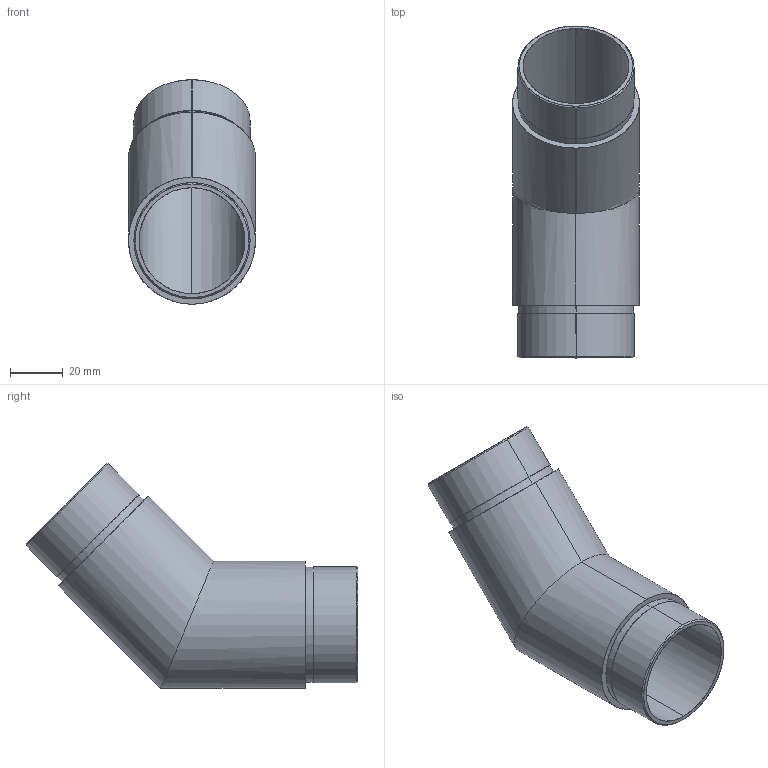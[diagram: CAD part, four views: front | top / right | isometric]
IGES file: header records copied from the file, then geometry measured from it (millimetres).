
Start section: SolidWorks IGES file using analytic representation for surfaces
Global section: file name: 56152-320.igs; native system: SolidWorks 2015; preprocessor: SolidWorks 2015; author: Christian; date: 200227.113013; units: millimetre
Bounding box: 48.3 x 126.23 x 85.38 mm (x, y, z)
Surface area: 36812.2 mm2 (no closed solid volume)
Topology: 0 solids, 0 shells, 250 faces, 4049 edges, 4049 vertices
Faces by surface type: bspline 208, revolution 42
